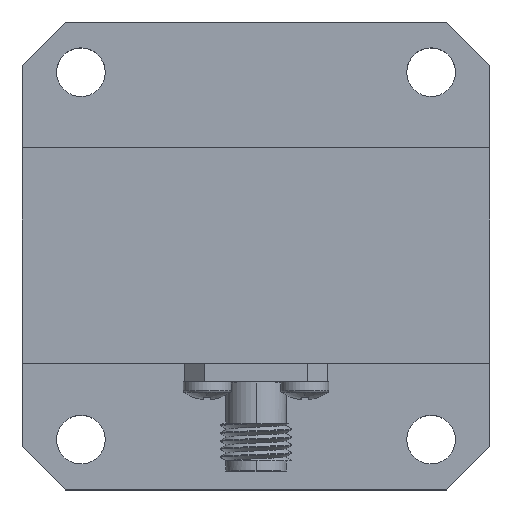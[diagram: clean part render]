
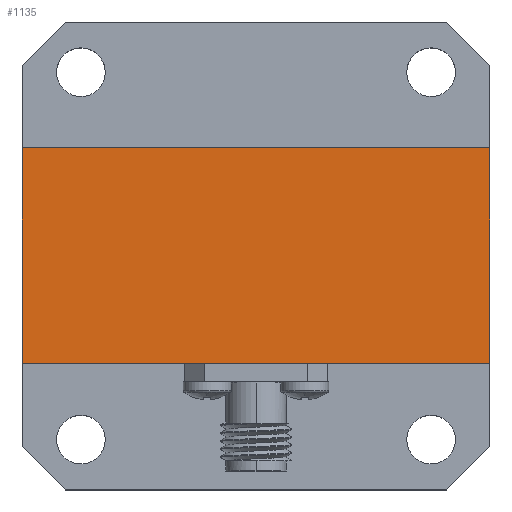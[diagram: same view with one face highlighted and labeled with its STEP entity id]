
A CAD part, top view. The second image highlights one B-rep face of the part: STEP entity #1135.
In plain terms, the highlighted planar face has unit normal (0, 0, 1).
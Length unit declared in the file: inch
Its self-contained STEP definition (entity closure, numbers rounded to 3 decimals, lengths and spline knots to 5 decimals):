
#41 = VERTEX_POINT ( 'NONE', #1600 ) ;
#141 = DIRECTION ( 'NONE',  ( 1., 0., 0. ) ) ;
#710 = DIRECTION ( 'NONE',  ( 0., 0., -1. ) ) ;
#735 = VERTEX_POINT ( 'NONE', #6729 ) ;
#951 = VECTOR ( 'NONE', #3487, 39.37008 ) ;
#1116 = DIRECTION ( 'NONE',  ( 0., -1., 0. ) ) ;
#1135 = ADVANCED_FACE ( 'NONE', ( #7338 ), #4669, .F. ) ;
#1370 = DIRECTION ( 'NONE',  ( -1., 0., 0. ) ) ;
#1391 = ORIENTED_EDGE ( 'NONE', *, *, #3290, .T. ) ;
#1600 = CARTESIAN_POINT ( 'NONE',  ( -0.815, 0.375, 1. ) ) ;
#1882 = EDGE_CURVE ( 'NONE', #4042, #735, #6715, .T. ) ;
#1912 = VECTOR ( 'NONE', #1116, 39.37008 ) ;
#2918 = EDGE_LOOP ( 'NONE', ( #7275, #8329, #5676, #1391 ) ) ;
#2978 = CARTESIAN_POINT ( 'NONE',  ( -0.815, -0.375, 1. ) ) ;
#3141 = CARTESIAN_POINT ( 'NONE',  ( 0.815, -0.375, 1. ) ) ;
#3290 = EDGE_CURVE ( 'NONE', #4835, #4042, #7501, .T. ) ;
#3388 = CARTESIAN_POINT ( 'NONE',  ( -0.815, -0.375, 1. ) ) ;
#3487 = DIRECTION ( 'NONE',  ( 0., 1., 0. ) ) ;
#3610 = AXIS2_PLACEMENT_3D ( 'NONE', #6685, #710, #1370 ) ;
#3703 = EDGE_CURVE ( 'NONE', #41, #4835, #5032, .T. ) ;
#4042 = VERTEX_POINT ( 'NONE', #3141 ) ;
#4112 = VECTOR ( 'NONE', #141, 39.37008 ) ;
#4669 = PLANE ( 'NONE',  #3610 ) ;
#4794 = CARTESIAN_POINT ( 'NONE',  ( -0.815, 0.375, 1. ) ) ;
#4835 = VERTEX_POINT ( 'NONE', #7398 ) ;
#5032 = LINE ( 'NONE', #2978, #1912 ) ;
#5400 = CARTESIAN_POINT ( 'NONE',  ( 0.815, -0.375, 1. ) ) ;
#5676 = ORIENTED_EDGE ( 'NONE', *, *, #3703, .T. ) ;
#6080 = VECTOR ( 'NONE', #7456, 39.37008 ) ;
#6598 = EDGE_CURVE ( 'NONE', #735, #41, #8130, .T. ) ;
#6685 = CARTESIAN_POINT ( 'NONE',  ( 0., 0., 1. ) ) ;
#6715 = LINE ( 'NONE', #5400, #951 ) ;
#6729 = CARTESIAN_POINT ( 'NONE',  ( 0.815, 0.375, 1. ) ) ;
#7275 = ORIENTED_EDGE ( 'NONE', *, *, #1882, .T. ) ;
#7338 = FACE_OUTER_BOUND ( 'NONE', #2918, .T. ) ;
#7398 = CARTESIAN_POINT ( 'NONE',  ( -0.815, -0.375, 1. ) ) ;
#7456 = DIRECTION ( 'NONE',  ( -1., 0., 0. ) ) ;
#7501 = LINE ( 'NONE', #3388, #4112 ) ;
#8130 = LINE ( 'NONE', #4794, #6080 ) ;
#8329 = ORIENTED_EDGE ( 'NONE', *, *, #6598, .T. ) ;
